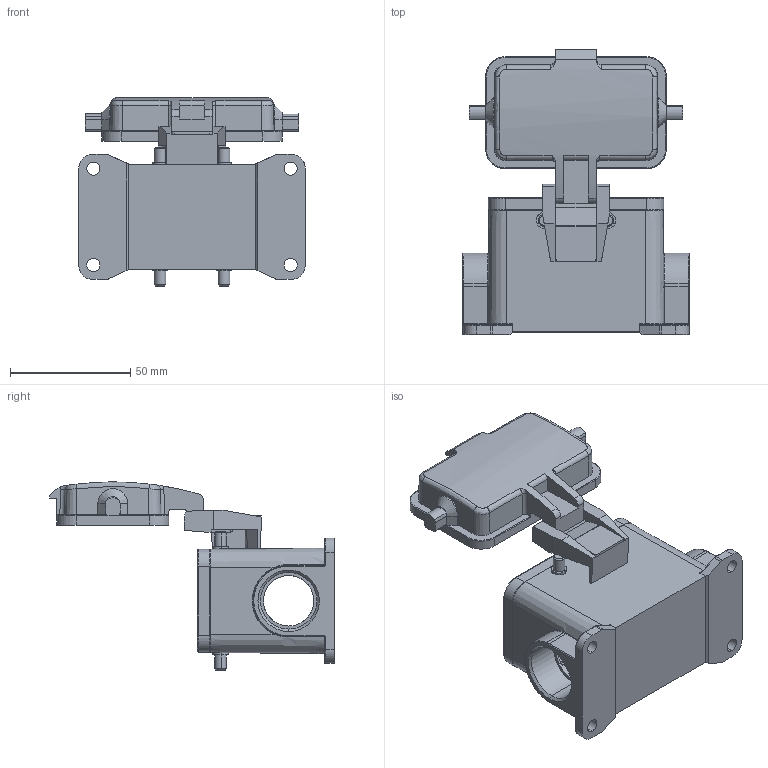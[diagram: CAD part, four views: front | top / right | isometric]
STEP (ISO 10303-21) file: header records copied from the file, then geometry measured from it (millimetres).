
FILE_DESCRIPTION (( 'STEP AP203' ), '1' );
FILE_NAME ('HV10B-SF-4B-CV-2M25.STP', '2017-08-21T10:37:40', ( '微软用户' ), ( '微软中国' ), 'SwSTEP 2.0', 'SolidWorks 2012', '' );
FILE_SCHEMA (( 'CONFIG_CONTROL_DESIGN' ));
Length unit declared in the file: millimetre
Products named in the file (1): HV10B-SF-4B-CV-2M25
Bounding box: 94 x 118.32 x 78.14 mm (x, y, z)
Volume: 92533.8 mm3; surface area: 55330.9 mm2
Topology: 1 solids, 1 shells, 651 faces, 1666 edges, 1028 vertices
Faces by surface type: plane 262, cylinder 255, bspline 84, cone 38, torus 12
Entity records: 23711 total; most frequent: CARTESIAN_POINT 8525, ORIENTED_EDGE 3312, DIRECTION 2990, EDGE_CURVE 1656, AXIS2_PLACEMENT_3D 1055, VERTEX_POINT 1028, LINE 880, VECTOR 880
